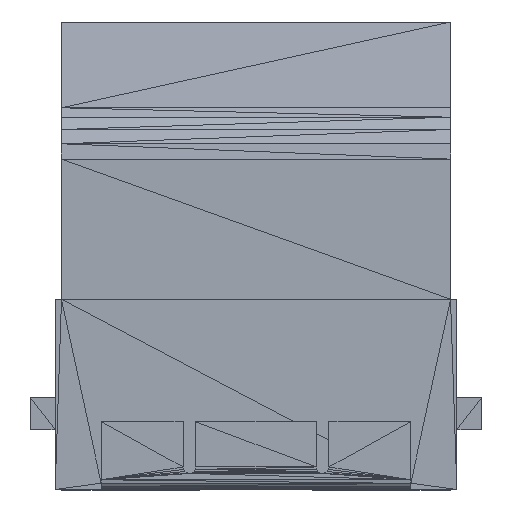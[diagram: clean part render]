
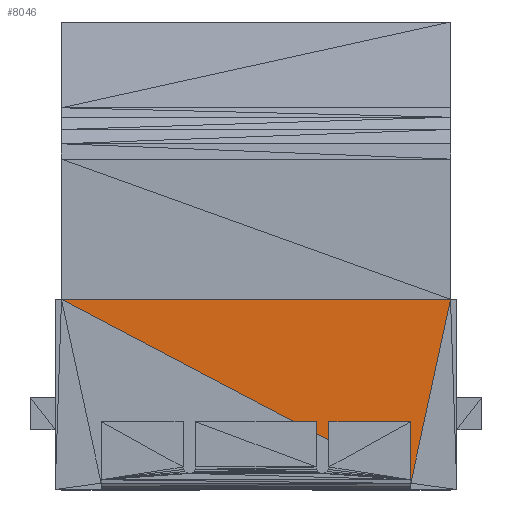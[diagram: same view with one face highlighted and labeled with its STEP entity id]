
A CAD part, top view. The second image highlights one B-rep face of the part: STEP entity #8046.
In plain terms, the highlighted planar face has unit normal (0, 0, 1).
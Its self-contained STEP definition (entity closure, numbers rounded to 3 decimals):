
#7638 = VERTEX_POINT('',#7639);
#7639 = CARTESIAN_POINT('',(10.546,-14.051,
    12.586));
#7669 = VERTEX_POINT('',#7670);
#7670 = CARTESIAN_POINT('',(12.108,-6.812,
    12.586));
#7676 = EDGE_CURVE('',#7638,#7669,#7677,.T.);
#7677 = LINE('',#7678,#7679);
#7678 = CARTESIAN_POINT('',(10.546,-14.051,
    12.586));
#7679 = VECTOR('',#7680,1.);
#7680 = DIRECTION('',(0.211,0.978,0.));
#7738 = VERTEX_POINT('',#7739);
#7739 = CARTESIAN_POINT('',(-3.208,-6.812,
    12.586));
#8007 = EDGE_CURVE('',#7738,#7669,#8008,.T.);
#8008 = LINE('',#8009,#8010);
#8009 = CARTESIAN_POINT('',(-3.208,-6.812,
    12.586));
#8010 = VECTOR('',#8011,1.);
#8011 = DIRECTION('',(1.,0.,0.));
#8046 = ADVANCED_FACE('',(#8047),#8057,.T.);
#8047 = FACE_BOUND('',#8048,.T.);
#8048 = EDGE_LOOP('',(#8049,#8055,#8056));
#8049 = ORIENTED_EDGE('',*,*,#8050,.T.);
#8050 = EDGE_CURVE('',#7738,#7638,#8051,.T.);
#8051 = LINE('',#8052,#8053);
#8052 = CARTESIAN_POINT('',(-3.208,-6.812,
    12.586));
#8053 = VECTOR('',#8054,1.);
#8054 = DIRECTION('',(0.885,-0.466,0.));
#8055 = ORIENTED_EDGE('',*,*,#7676,.T.);
#8056 = ORIENTED_EDGE('',*,*,#8007,.F.);
#8057 = PLANE('',#8058);
#8058 = AXIS2_PLACEMENT_3D('',#8059,#8060,#8061);
#8059 = CARTESIAN_POINT('',(5.464,-8.983,
    12.586));
#8060 = DIRECTION('',(0.,0.,1.));
#8061 = DIRECTION('',(0.,1.,0.));
